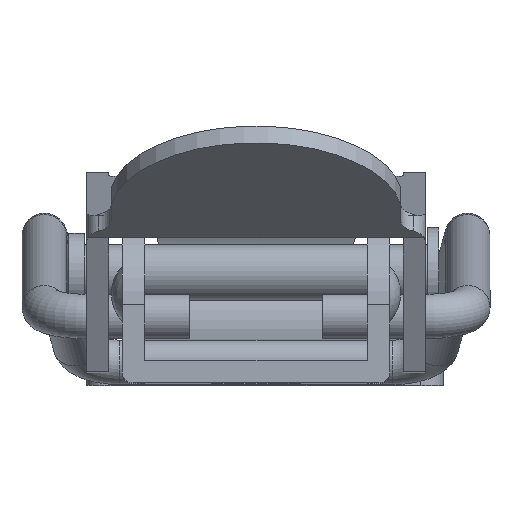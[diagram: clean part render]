
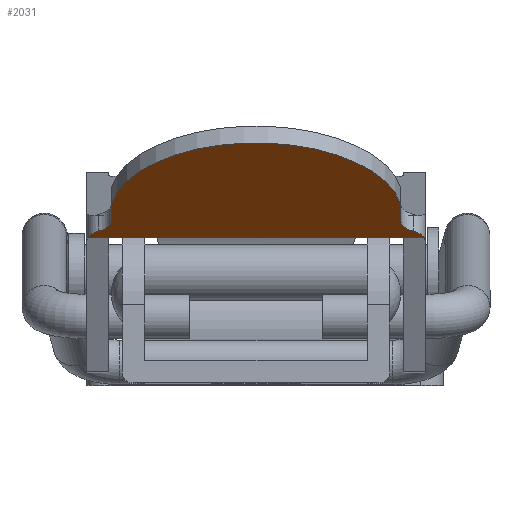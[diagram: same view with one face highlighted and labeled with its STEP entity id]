
A CAD part, top view. The second image highlights one B-rep face of the part: STEP entity #2031.
In plain terms, the highlighted planar face has unit normal (0, -0.868, 0.496).
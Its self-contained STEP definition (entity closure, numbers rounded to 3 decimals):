
#92=PLANE('',#2215);
#202=LINE('',#3296,#355);
#205=LINE('',#3306,#358);
#206=LINE('',#3308,#359);
#355=VECTOR('',#2639,1.5);
#358=VECTOR('',#2652,1.5);
#359=VECTOR('',#2655,15.114);
#536=FACE_OUTER_BOUND('',#674,.T.);
#674=EDGE_LOOP('',(#1623,#1624,#1625,#1626,#1627,#1628,#1629,#1630));
#824=CIRCLE('',#2184,1.);
#838=CIRCLE('',#2205,1.);
#839=CIRCLE('',#2208,1.);
#840=CIRCLE('',#2211,1.);
#841=CIRCLE('',#2213,6.579);
#966=VERTEX_POINT('',#3211);
#967=VERTEX_POINT('',#3212);
#998=VERTEX_POINT('',#3282);
#999=VERTEX_POINT('',#3284);
#1001=VERTEX_POINT('',#3290);
#1002=VERTEX_POINT('',#3294);
#1003=VERTEX_POINT('',#3298);
#1004=VERTEX_POINT('',#3302);
#1192=EDGE_CURVE('',#966,#967,#824,.T.);
#1228=EDGE_CURVE('',#998,#999,#838,.T.);
#1232=EDGE_CURVE('',#1001,#998,#839,.T.);
#1234=EDGE_CURVE('',#1001,#1002,#202,.T.);
#1235=EDGE_CURVE('',#967,#1003,#840,.T.);
#1237=EDGE_CURVE('',#1002,#1004,#841,.T.);
#1239=EDGE_CURVE('',#1004,#1003,#205,.T.);
#1240=EDGE_CURVE('',#999,#966,#206,.T.);
#1623=ORIENTED_EDGE('',*,*,#1192,.F.);
#1624=ORIENTED_EDGE('',*,*,#1240,.F.);
#1625=ORIENTED_EDGE('',*,*,#1228,.F.);
#1626=ORIENTED_EDGE('',*,*,#1232,.F.);
#1627=ORIENTED_EDGE('',*,*,#1234,.T.);
#1628=ORIENTED_EDGE('',*,*,#1237,.T.);
#1629=ORIENTED_EDGE('',*,*,#1239,.T.);
#1630=ORIENTED_EDGE('',*,*,#1235,.F.);
#2031=ADVANCED_FACE('',(#536),#92,.T.);
#2184=AXIS2_PLACEMENT_3D('',#3213,#2565,#2566);
#2205=AXIS2_PLACEMENT_3D('',#3285,#2626,#2627);
#2208=AXIS2_PLACEMENT_3D('',#3292,#2634,#2635);
#2211=AXIS2_PLACEMENT_3D('',#3299,#2642,#2643);
#2213=AXIS2_PLACEMENT_3D('',#3303,#2647,#2648);
#2215=AXIS2_PLACEMENT_3D('',#3307,#2653,#2654);
#2565=DIRECTION('center_axis',(0.,0.868,-0.496));
#2566=DIRECTION('ref_axis',(1.,0.,0.));
#2626=DIRECTION('center_axis',(0.,0.868,-0.496));
#2627=DIRECTION('ref_axis',(-1.,0.,0.));
#2634=DIRECTION('center_axis',(0.,-0.868,0.496));
#2635=DIRECTION('ref_axis',(-0.707,-0.351,-0.614));
#2639=DIRECTION('',(0.,0.496,0.868));
#2642=DIRECTION('center_axis',(0.,-0.868,0.496));
#2643=DIRECTION('ref_axis',(0.707,-0.351,-0.614));
#2647=DIRECTION('center_axis',(0.,-0.868,0.496));
#2648=DIRECTION('ref_axis',(0.988,-0.077,-0.134));
#2652=DIRECTION('',(0.,-0.496,-0.868));
#2653=DIRECTION('center_axis',(0.,-0.868,0.496));
#2654=DIRECTION('ref_axis',(0.,-0.496,-0.868));
#2655=DIRECTION('',(-1.,0.,0.));
#3211=CARTESIAN_POINT('',(-7.557,6.,27.5));
#3212=CARTESIAN_POINT('',(-7.05,6.299,28.024));
#3213=CARTESIAN_POINT('Origin',(-6.6,5.856,27.248));
#3282=CARTESIAN_POINT('',(7.05,6.299,28.024));
#3284=CARTESIAN_POINT('',(7.557,6.,27.5));
#3285=CARTESIAN_POINT('Origin',(6.6,5.856,27.248));
#3290=CARTESIAN_POINT('',(6.5,6.742,28.799));
#3292=CARTESIAN_POINT('Origin',(7.5,6.742,28.799));
#3294=CARTESIAN_POINT('',(6.5,7.487,30.101));
#3296=CARTESIAN_POINT('',(6.5,9.029,32.801));
#3298=CARTESIAN_POINT('',(-6.5,6.742,28.799));
#3299=CARTESIAN_POINT('Origin',(-7.5,6.742,28.799));
#3302=CARTESIAN_POINT('',(-6.5,7.487,30.101));
#3303=CARTESIAN_POINT('Origin',(0.,6.982,29.219));
#3306=CARTESIAN_POINT('',(-6.5,8.409,31.715));
#3307=CARTESIAN_POINT('Origin',(0.,10.571,35.5));
#3308=CARTESIAN_POINT('',(0.,6.,27.5));
